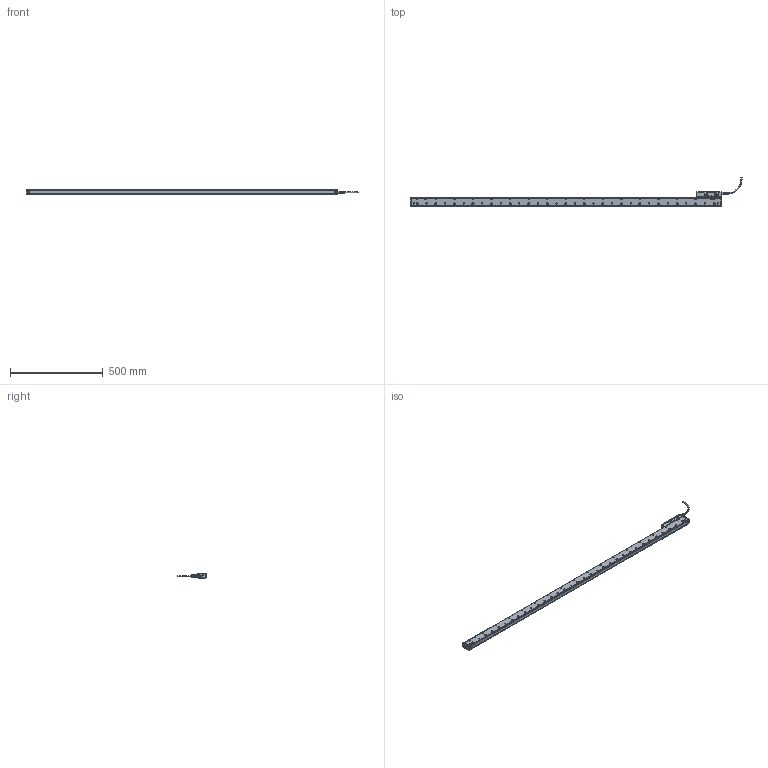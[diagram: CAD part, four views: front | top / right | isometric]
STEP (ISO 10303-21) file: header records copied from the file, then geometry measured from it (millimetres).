
FILE_DESCRIPTION(('CATIA V5 STEP'),'2;1');
FILE_NAME('SR67A-154-L.stp','2013-11-27T01:53:36+00:00',('none'),('none'),'CATIA Version 5 Release 19 SP 6 (IN-10)','CATIA V5 STEP AP214','none');
FILE_SCHEMA(('AUTOMOTIVE_DESIGN { 1 0 10303 214 1 1 1 1 }'));
Products named in the file (1): SR67A-154-L
Bounding box: 1789.38 x 153.8 x 31.5 mm (x, y, z)
Volume: 2213041.7 mm3; surface area: 359432.3 mm2
Topology: 1 solids, 177 shells, 4812 faces, 12836 edges, 8475 vertices
Faces by surface type: plane 2114, cylinder 1922, cone 500, torus 189, sphere 43, bspline 33, extrusion 11
Entity records: 146620 total; most frequent: CARTESIAN_POINT 33659, ORIENTED_EDGE 25448, DIRECTION 18892, EDGE_CURVE 12724, AXIS2_PLACEMENT_3D 8902, VERTEX_POINT 8471, VECTOR 6457, LINE 6446
